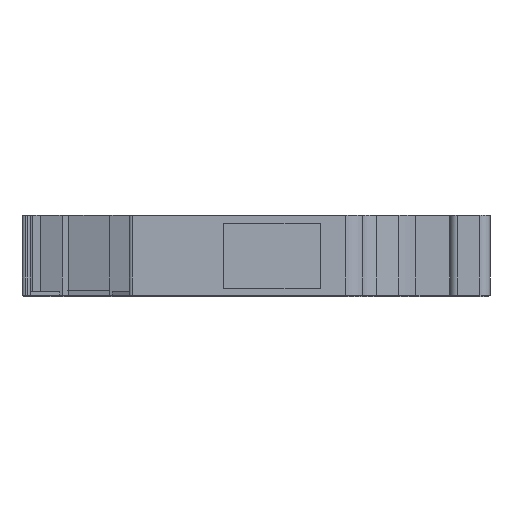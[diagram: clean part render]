
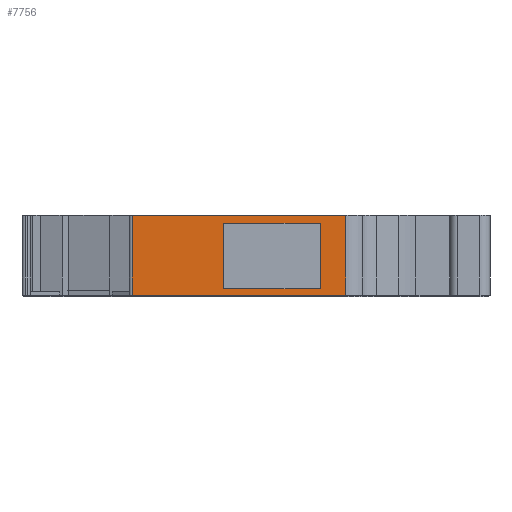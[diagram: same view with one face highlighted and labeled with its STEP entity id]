
A CAD part, left-side view. The second image highlights one B-rep face of the part: STEP entity #7756.
In plain terms, the highlighted planar face has unit normal (-1, 0, 0).
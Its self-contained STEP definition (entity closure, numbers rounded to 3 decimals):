
#155 = CARTESIAN_POINT ( 'NONE',  ( -40.617, 5.579, 74.932 ) ) ;
#551 = DIRECTION ( 'NONE',  ( 0., 1., 0. ) ) ;
#998 = VECTOR ( 'NONE', #9432, 1000. ) ;
#1242 = CARTESIAN_POINT ( 'NONE',  ( -40.617, 14.552, 75.733 ) ) ;
#1288 = LINE ( 'NONE', #16709, #5659 ) ;
#1466 = CARTESIAN_POINT ( 'NONE',  ( -40.617, 5.579, 68.521 ) ) ;
#1471 = VERTEX_POINT ( 'NONE', #13643 ) ;
#1601 = VECTOR ( 'NONE', #7044, 1000. ) ;
#1880 = PLANE ( 'NONE',  #7514 ) ;
#1946 = EDGE_CURVE ( 'NONE', #1471, #7820, #4289, .T. ) ;
#1964 = DIRECTION ( 'NONE',  ( 0., 1., 0. ) ) ;
#3116 = CARTESIAN_POINT ( 'NONE',  ( -40.617, 5.579, 68.521 ) ) ;
#3428 = EDGE_CURVE ( 'NONE', #7820, #5061, #14754, .T. ) ;
#3726 = CARTESIAN_POINT ( 'NONE',  ( -40.617, 5.579, 68.521 ) ) ;
#3768 = ORIENTED_EDGE ( 'NONE', *, *, #1946, .F. ) ;
#3856 = LINE ( 'NONE', #155, #8265 ) ;
#3986 = VERTEX_POINT ( 'NONE', #1242 ) ;
#4085 = LINE ( 'NONE', #1466, #11190 ) ;
#4157 = CARTESIAN_POINT ( 'NONE',  ( -40.617, -3.927, 68.521 ) ) ;
#4289 = LINE ( 'NONE', #8151, #998 ) ;
#4403 = ORIENTED_EDGE ( 'NONE', *, *, #16516, .T. ) ;
#4507 = VERTEX_POINT ( 'NONE', #9799 ) ;
#4890 = CARTESIAN_POINT ( 'NONE',  ( -40.617, 14.552, 75.733 ) ) ;
#4944 = EDGE_CURVE ( 'NONE', #8860, #9816, #4085, .T. ) ;
#5061 = VERTEX_POINT ( 'NONE', #7104 ) ;
#5659 = VECTOR ( 'NONE', #6414, 1000. ) ;
#5693 = VECTOR ( 'NONE', #12826, 1000. ) ;
#5956 = CARTESIAN_POINT ( 'NONE',  ( -40.617, -3.927, 68.521 ) ) ;
#6414 = DIRECTION ( 'NONE',  ( 0., 0., -1. ) ) ;
#6667 = DIRECTION ( 'NONE',  ( 0., 0., -1. ) ) ;
#7044 = DIRECTION ( 'NONE',  ( 0., 0., 1. ) ) ;
#7104 = CARTESIAN_POINT ( 'NONE',  ( -40.617, 14.552, 67.87 ) ) ;
#7514 = AXIS2_PLACEMENT_3D ( 'NONE', #11859, #12101, #551 ) ;
#7756 = ADVANCED_FACE ( 'NONE', ( #16042, #14504 ), #1880, .F. ) ;
#7820 = VERTEX_POINT ( 'NONE', #15099 ) ;
#7957 = ORIENTED_EDGE ( 'NONE', *, *, #12278, .F. ) ;
#8151 = CARTESIAN_POINT ( 'NONE',  ( -40.617, -6.447, 75.733 ) ) ;
#8265 = VECTOR ( 'NONE', #8988, 1000. ) ;
#8860 = VERTEX_POINT ( 'NONE', #12234 ) ;
#8988 = DIRECTION ( 'NONE',  ( 0., 1., 0. ) ) ;
#8991 = LINE ( 'NONE', #4890, #5693 ) ;
#9432 = DIRECTION ( 'NONE',  ( 0., 0., -1. ) ) ;
#9737 = CARTESIAN_POINT ( 'NONE',  ( -40.617, -6.447, 67.87 ) ) ;
#9799 = CARTESIAN_POINT ( 'NONE',  ( -40.617, -3.927, 74.932 ) ) ;
#9816 = VERTEX_POINT ( 'NONE', #3116 ) ;
#9941 = ORIENTED_EDGE ( 'NONE', *, *, #15823, .F. ) ;
#11039 = ORIENTED_EDGE ( 'NONE', *, *, #3428, .F. ) ;
#11190 = VECTOR ( 'NONE', #6667, 1000. ) ;
#11286 = ORIENTED_EDGE ( 'NONE', *, *, #4944, .F. ) ;
#11299 = EDGE_LOOP ( 'NONE', ( #11039, #3768, #15849, #4403 ) ) ;
#11859 = CARTESIAN_POINT ( 'NONE',  ( -40.617, 14.552, 75.733 ) ) ;
#12057 = EDGE_LOOP ( 'NONE', ( #7957, #15441, #11286, #9941 ) ) ;
#12101 = DIRECTION ( 'NONE',  ( 1., 0., 0. ) ) ;
#12234 = CARTESIAN_POINT ( 'NONE',  ( -40.617, 5.579, 74.932 ) ) ;
#12278 = EDGE_CURVE ( 'NONE', #16550, #4507, #13517, .T. ) ;
#12783 = DIRECTION ( 'NONE',  ( 0., -1., 0. ) ) ;
#12826 = DIRECTION ( 'NONE',  ( 0., -1., 0. ) ) ;
#13257 = VECTOR ( 'NONE', #1964, 1000. ) ;
#13517 = LINE ( 'NONE', #5956, #1601 ) ;
#13643 = CARTESIAN_POINT ( 'NONE',  ( -40.617, -6.447, 75.733 ) ) ;
#13692 = EDGE_CURVE ( 'NONE', #9816, #16550, #15283, .T. ) ;
#14073 = VECTOR ( 'NONE', #12783, 1000. ) ;
#14242 = EDGE_CURVE ( 'NONE', #3986, #1471, #8991, .T. ) ;
#14504 = FACE_OUTER_BOUND ( 'NONE', #11299, .T. ) ;
#14754 = LINE ( 'NONE', #9737, #13257 ) ;
#15099 = CARTESIAN_POINT ( 'NONE',  ( -40.617, -6.447, 67.87 ) ) ;
#15283 = LINE ( 'NONE', #3726, #14073 ) ;
#15441 = ORIENTED_EDGE ( 'NONE', *, *, #13692, .F. ) ;
#15823 = EDGE_CURVE ( 'NONE', #4507, #8860, #3856, .T. ) ;
#15849 = ORIENTED_EDGE ( 'NONE', *, *, #14242, .F. ) ;
#16042 = FACE_BOUND ( 'NONE', #12057, .T. ) ;
#16516 = EDGE_CURVE ( 'NONE', #3986, #5061, #1288, .T. ) ;
#16550 = VERTEX_POINT ( 'NONE', #4157 ) ;
#16709 = CARTESIAN_POINT ( 'NONE',  ( -40.617, 14.552, 75.733 ) ) ;
